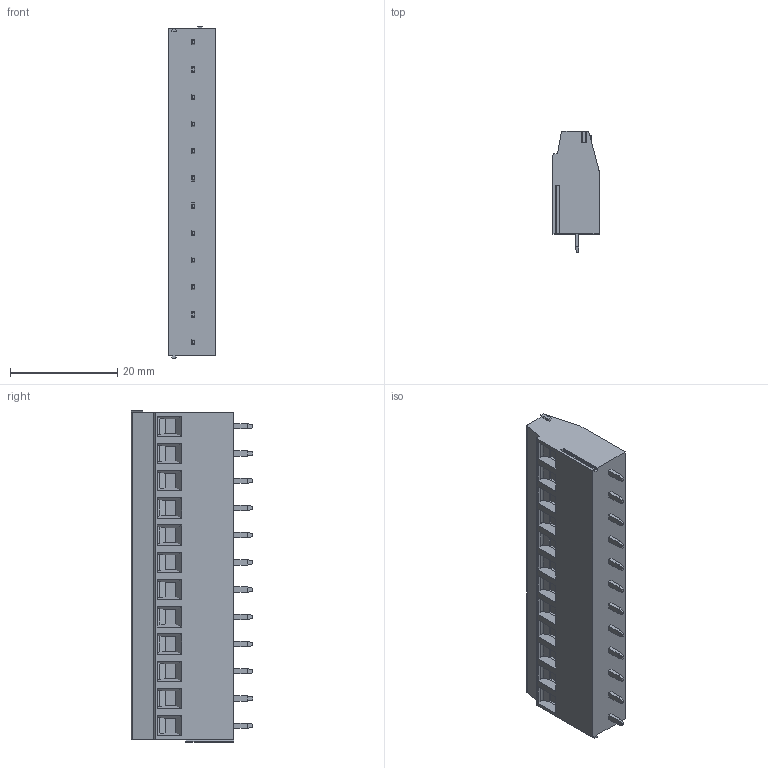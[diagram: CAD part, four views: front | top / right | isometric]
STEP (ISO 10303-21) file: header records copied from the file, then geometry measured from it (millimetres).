
FILE_DESCRIPTION((''),'2;1');
FILE_NAME('PRT0053','2025-01-17T',('yanfa'),(''),'PRO/ENGINEER BY PARAMETRIC TECHNOLOGY CORPORATION, 2009280','PRO/ENGINEER BY PARAMETRIC TECHNOLOGY CORPORATION, 2009280','');
FILE_SCHEMA(('AUTOMOTIVE_DESIGN_CC2 { 1 2 10303 214 -1 1 5 2 }'));
Length unit declared in the file: millimetre
Products named in the file (1): PRT0053
Bounding box: 8.6 x 22.6 x 61.96 mm (x, y, z)
Volume: 8888.4 mm3; surface area: 4209.4 mm2
Topology: 1 solids, 1 shells, 557 faces, 1341 edges, 834 vertices
Faces by surface type: plane 337, cylinder 136, cone 48, torus 24, sphere 12
Entity records: 16360 total; most frequent: CARTESIAN_POINT 3293, DIRECTION 2703, ORIENTED_EDGE 2682, EDGE_CURVE 1341, VECTOR 925, LINE 925, AXIS2_PLACEMENT_3D 889, VERTEX_POINT 834
